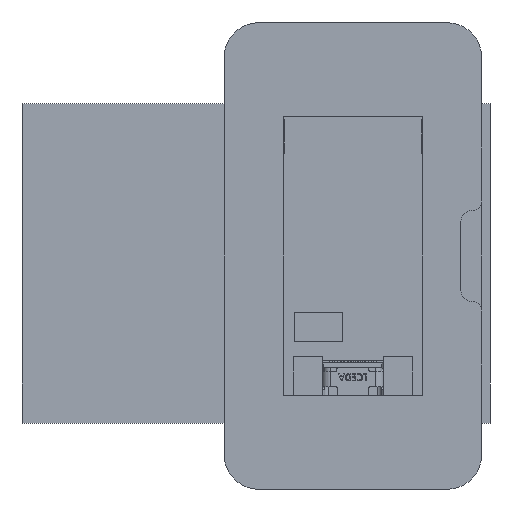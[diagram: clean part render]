
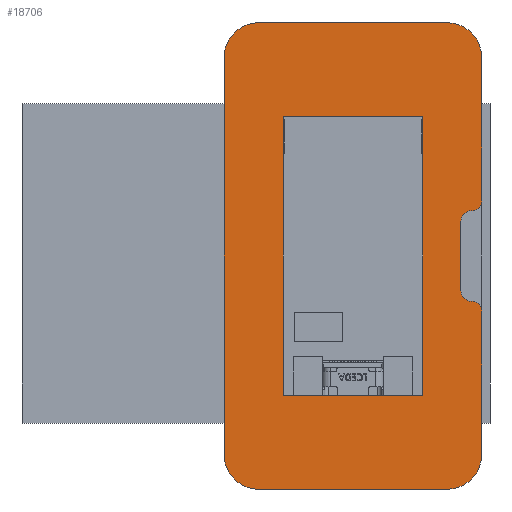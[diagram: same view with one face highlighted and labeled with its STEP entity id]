
A CAD part, front view. The second image highlights one B-rep face of the part: STEP entity #18706.
In plain terms, the highlighted planar face has unit normal (0, -1, 0).
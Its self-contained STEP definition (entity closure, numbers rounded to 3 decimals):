
#18274=DIRECTION('',(0.,0.,-1.));
#18275=VECTOR('',#18274,57.);
#18276=CARTESIAN_POINT('',(-18.5,-15.39,28.5));
#18277=LINE('',#18276,#18275);
#18344=DIRECTION('',(1.,0.,0.));
#18345=VECTOR('',#18344,20.);
#18346=CARTESIAN_POINT('',(-10.,-15.39,20.));
#18347=LINE('',#18346,#18345);
#18348=DIRECTION('',(0.,0.,1.));
#18349=VECTOR('',#18348,40.);
#18350=CARTESIAN_POINT('',(-10.,-15.39,-20.));
#18351=LINE('',#18350,#18349);
#18352=DIRECTION('',(-1.,0.,0.));
#18353=VECTOR('',#18352,20.);
#18354=CARTESIAN_POINT('',(10.,-15.39,-20.));
#18355=LINE('',#18354,#18353);
#18356=DIRECTION('',(0.,0.,-1.));
#18357=VECTOR('',#18356,40.);
#18358=CARTESIAN_POINT('',(10.,-15.39,20.));
#18359=LINE('',#18358,#18357);
#18360=CARTESIAN_POINT('',(17.,-15.39,8.));
#18361=DIRECTION('',(0.,-1.,0.));
#18362=DIRECTION('',(0.,0.,-1.));
#18363=AXIS2_PLACEMENT_3D('',#18360,#18361,#18362);
#18365=DIRECTION('',(0.,0.,1.));
#18366=VECTOR('',#18365,10.);
#18367=CARTESIAN_POINT('',(15.5,-15.39,-5.));
#18368=LINE('',#18367,#18366);
#18369=CARTESIAN_POINT('',(17.,-15.39,-8.));
#18370=DIRECTION('',(0.,-1.,0.));
#18371=DIRECTION('',(1.,0.,0.));
#18372=AXIS2_PLACEMENT_3D('',#18369,#18370,#18371);
#18374=CARTESIAN_POINT('',(13.5,-15.39,-28.5));
#18375=DIRECTION('',(0.,-1.,0.));
#18376=DIRECTION('',(0.,0.,-1.));
#18377=AXIS2_PLACEMENT_3D('',#18374,#18375,#18376);
#18379=CARTESIAN_POINT('',(-13.5,-15.39,-28.5));
#18380=DIRECTION('',(0.,-1.,0.));
#18381=DIRECTION('',(-1.,0.,0.));
#18382=AXIS2_PLACEMENT_3D('',#18379,#18380,#18381);
#18384=CARTESIAN_POINT('',(-13.5,-15.39,28.5));
#18385=DIRECTION('',(0.,-1.,0.));
#18386=DIRECTION('',(0.,0.,1.));
#18387=AXIS2_PLACEMENT_3D('',#18384,#18385,#18386);
#18389=DIRECTION('',(1.,0.,0.));
#18390=VECTOR('',#18389,27.);
#18391=CARTESIAN_POINT('',(-13.5,-15.39,33.5));
#18392=LINE('',#18391,#18390);
#18393=CARTESIAN_POINT('',(13.5,-15.39,28.5));
#18394=DIRECTION('',(0.,-1.,0.));
#18395=DIRECTION('',(1.,0.,0.));
#18396=AXIS2_PLACEMENT_3D('',#18393,#18394,#18395);
#18419=CARTESIAN_POINT('',(17.,-15.39,5.));
#18420=DIRECTION('',(0.,1.,0.));
#18421=DIRECTION('',(-1.,0.,0.));
#18422=AXIS2_PLACEMENT_3D('',#18419,#18420,#18421);
#18436=CARTESIAN_POINT('',(17.,-15.39,-5.));
#18437=DIRECTION('',(0.,1.,0.));
#18438=DIRECTION('',(0.,0.,-1.));
#18439=AXIS2_PLACEMENT_3D('',#18436,#18437,#18438);
#18450=DIRECTION('',(0.,0.,-1.));
#18451=VECTOR('',#18450,20.5);
#18452=CARTESIAN_POINT('',(18.5,-15.39,28.5));
#18453=LINE('',#18452,#18451);
#18474=DIRECTION('',(0.,0.,-1.));
#18475=VECTOR('',#18474,20.5);
#18476=CARTESIAN_POINT('',(18.5,-15.39,-8.));
#18477=LINE('',#18476,#18475);
#18494=DIRECTION('',(1.,0.,0.));
#18495=VECTOR('',#18494,27.);
#18496=CARTESIAN_POINT('',(-13.5,-15.39,-33.5));
#18497=LINE('',#18496,#18495);
#18506=CARTESIAN_POINT('',(-13.5,-15.39,33.5));
#18507=VERTEX_POINT('',#18506);
#18508=CARTESIAN_POINT('',(-18.5,-15.39,28.5));
#18509=VERTEX_POINT('',#18508);
#18510=CARTESIAN_POINT('',(-18.5,-15.39,-28.5));
#18511=CARTESIAN_POINT('',(-13.5,-15.39,-33.5));
#18512=VERTEX_POINT('',#18510);
#18513=VERTEX_POINT('',#18511);
#18522=CARTESIAN_POINT('',(13.5,-15.39,-33.5));
#18523=VERTEX_POINT('',#18522);
#18524=CARTESIAN_POINT('',(18.5,-15.39,-28.5));
#18525=VERTEX_POINT('',#18524);
#18526=CARTESIAN_POINT('',(18.5,-15.39,28.5));
#18527=CARTESIAN_POINT('',(13.5,-15.39,33.5));
#18528=VERTEX_POINT('',#18526);
#18529=VERTEX_POINT('',#18527);
#18534=CARTESIAN_POINT('',(-10.,-15.39,20.));
#18535=CARTESIAN_POINT('',(10.,-15.39,20.));
#18536=VERTEX_POINT('',#18534);
#18537=VERTEX_POINT('',#18535);
#18538=CARTESIAN_POINT('',(10.,-15.39,-20.));
#18539=VERTEX_POINT('',#18538);
#18540=CARTESIAN_POINT('',(-10.,-15.39,-20.));
#18541=VERTEX_POINT('',#18540);
#18551=CARTESIAN_POINT('',(15.5,-15.39,5.));
#18553=VERTEX_POINT('',#18551);
#18555=CARTESIAN_POINT('',(15.5,-15.39,-5.));
#18557=VERTEX_POINT('',#18555);
#18562=CARTESIAN_POINT('',(17.,-15.39,6.5));
#18563=VERTEX_POINT('',#18562);
#18564=CARTESIAN_POINT('',(18.5,-15.39,8.));
#18565=VERTEX_POINT('',#18564);
#18566=CARTESIAN_POINT('',(18.5,-15.39,-8.));
#18567=CARTESIAN_POINT('',(17.,-15.39,-6.5));
#18568=VERTEX_POINT('',#18566);
#18569=VERTEX_POINT('',#18567);
#18664=CARTESIAN_POINT('',(-18.5,-15.39,33.5));
#18665=DIRECTION('',(0.,-1.,0.));
#18666=DIRECTION('',(0.,0.,-1.));
#18667=AXIS2_PLACEMENT_3D('',#18664,#18665,#18666);
#18668=PLANE('',#18667);
#18670=ORIENTED_EDGE('',*,*,#18669,.F.);
#18672=ORIENTED_EDGE('',*,*,#18671,.F.);
#18674=ORIENTED_EDGE('',*,*,#18673,.F.);
#18676=ORIENTED_EDGE('',*,*,#18675,.F.);
#18678=ORIENTED_EDGE('',*,*,#18677,.F.);
#18680=ORIENTED_EDGE('',*,*,#18679,.T.);
#18682=ORIENTED_EDGE('',*,*,#18681,.F.);
#18684=ORIENTED_EDGE('',*,*,#18683,.F.);
#18686=ORIENTED_EDGE('',*,*,#18685,.F.);
#18687=ORIENTED_EDGE('',*,*,#18581,.F.);
#18688=ORIENTED_EDGE('',*,*,#18599,.F.);
#18690=ORIENTED_EDGE('',*,*,#18689,.T.);
#18692=ORIENTED_EDGE('',*,*,#18691,.F.);
#18694=ORIENTED_EDGE('',*,*,#18693,.T.);
#18695=EDGE_LOOP('',(#18670,#18672,#18674,#18676,#18678,#18680,#18682,#18684,
#18686,#18687,#18688,#18690,#18692,#18694));
#18696=FACE_OUTER_BOUND('',#18695,.F.);
#18697=ORIENTED_EDGE('',*,*,#18654,.F.);
#18699=ORIENTED_EDGE('',*,*,#18698,.F.);
#18701=ORIENTED_EDGE('',*,*,#18700,.F.);
#18703=ORIENTED_EDGE('',*,*,#18702,.F.);
#18704=EDGE_LOOP('',(#18697,#18699,#18701,#18703));
#18705=FACE_BOUND('',#18704,.F.);
#18706=ADVANCED_FACE('',(#18696,#18705),#18668,.T.);
#18364=CIRCLE('',#18363,1.5);
#18373=CIRCLE('',#18372,1.5);
#18378=CIRCLE('',#18377,5.);
#18383=CIRCLE('',#18382,5.);
#18388=CIRCLE('',#18387,5.);
#18397=CIRCLE('',#18396,5.);
#18423=CIRCLE('',#18422,1.5);
#18440=CIRCLE('',#18439,1.5);
#18581=EDGE_CURVE('',#18509,#18512,#18277,.T.);
#18599=EDGE_CURVE('',#18507,#18509,#18388,.T.);
#18654=EDGE_CURVE('',#18536,#18537,#18347,.T.);
#18669=EDGE_CURVE('',#18563,#18565,#18364,.T.);
#18671=EDGE_CURVE('',#18553,#18563,#18423,.T.);
#18673=EDGE_CURVE('',#18557,#18553,#18368,.T.);
#18675=EDGE_CURVE('',#18569,#18557,#18440,.T.);
#18677=EDGE_CURVE('',#18568,#18569,#18373,.T.);
#18679=EDGE_CURVE('',#18568,#18525,#18477,.T.);
#18681=EDGE_CURVE('',#18523,#18525,#18378,.T.);
#18683=EDGE_CURVE('',#18513,#18523,#18497,.T.);
#18685=EDGE_CURVE('',#18512,#18513,#18383,.T.);
#18689=EDGE_CURVE('',#18507,#18529,#18392,.T.);
#18691=EDGE_CURVE('',#18528,#18529,#18397,.T.);
#18693=EDGE_CURVE('',#18528,#18565,#18453,.T.);
#18698=EDGE_CURVE('',#18541,#18536,#18351,.T.);
#18700=EDGE_CURVE('',#18539,#18541,#18355,.T.);
#18702=EDGE_CURVE('',#18537,#18539,#18359,.T.);
